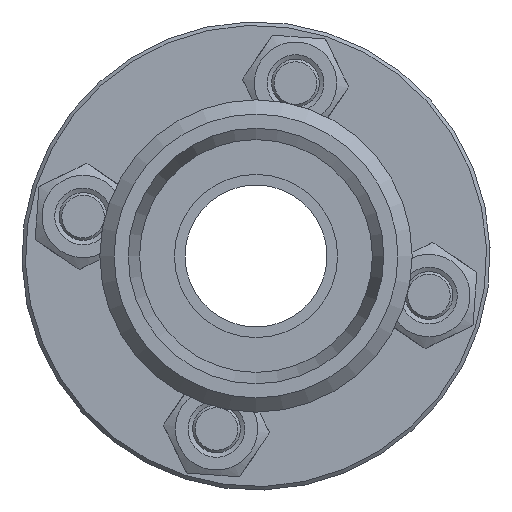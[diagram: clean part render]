
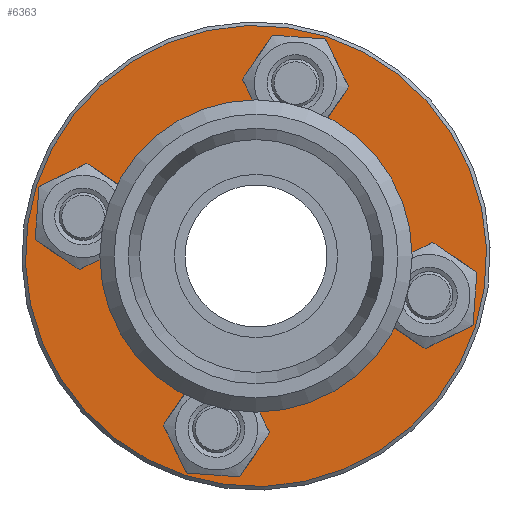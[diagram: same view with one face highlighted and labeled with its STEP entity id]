
A CAD part, left-side view. The second image highlights one B-rep face of the part: STEP entity #6363.
In plain terms, the highlighted planar face has unit normal (-1, 0, 0).
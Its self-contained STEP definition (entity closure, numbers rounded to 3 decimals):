
#1436=CARTESIAN_POINT('',(-37.,24.796,-0.213));
#1437=VERTEX_POINT('',#1436);
#1438=CARTESIAN_POINT('',(-37.,24.371,5.571));
#1439=DIRECTION('',(1.0,0.0,0.0));
#1440=DIRECTION('',(0.0,0.073,-0.997));
#1441=AXIS2_PLACEMENT_3D('',#1438,#1439,#1440);
#1442=CIRCLE('',#1441,5.8);
#1443=EDGE_CURVE('',#1437,#1437,#1442,.T.);
#2986=CARTESIAN_POINT('',(-37.0,0.213,24.796));
#2987=VERTEX_POINT('',#2986);
#2988=CARTESIAN_POINT('',(-37.,-5.571,24.371));
#2989=DIRECTION('',(1.0,0.0,0.0));
#2990=DIRECTION('',(0.0,0.997,0.073));
#2991=AXIS2_PLACEMENT_3D('',#2988,#2989,#2990);
#2992=CIRCLE('',#2991,5.8);
#2993=EDGE_CURVE('',#2987,#2987,#2992,.T.);
#4536=CARTESIAN_POINT('',(-37.,-24.796,0.213));
#4537=VERTEX_POINT('',#4536);
#4538=CARTESIAN_POINT('',(-37.,-24.371,-5.571));
#4539=DIRECTION('',(1.0,0.0,0.0));
#4540=DIRECTION('',(0.0,-0.073,0.997));
#4541=AXIS2_PLACEMENT_3D('',#4538,#4539,#4540);
#4542=CIRCLE('',#4541,5.8);
#4543=EDGE_CURVE('',#4537,#4537,#4542,.T.);
#5714=CARTESIAN_POINT('',(-37.,-0.213,-24.796));
#5715=VERTEX_POINT('',#5714);
#5716=CARTESIAN_POINT('',(-37.,5.571,-24.371));
#5717=DIRECTION('',(1.0,0.0,0.0));
#5718=DIRECTION('',(0.0,-0.997,-0.073));
#5719=AXIS2_PLACEMENT_3D('',#5716,#5717,#5718);
#5720=CIRCLE('',#5719,5.8);
#5721=EDGE_CURVE('',#5715,#5715,#5720,.T.);
#6317=CARTESIAN_POINT('',(-37.0,-12.704,7.976));
#6318=VERTEX_POINT('',#6317);
#6319=CARTESIAN_POINT('',(-37.0,0.,0.));
#6320=DIRECTION('',(1.0,0.0,0.0));
#6321=DIRECTION('',(0.0,-0.847,0.532));
#6322=AXIS2_PLACEMENT_3D('',#6319,#6320,#6321);
#6323=CIRCLE('',#6322,15.);
#6324=EDGE_CURVE('',#6318,#6318,#6323,.T.);
#6332=CARTESIAN_POINT('',(-37.,-20.114,12.629));
#6333=DIRECTION('',(-1.0,0.0,0.0));
#6334=DIRECTION('',(0.0,-0.532,-0.847));
#6335=AXIS2_PLACEMENT_3D('',#6332,#6333,#6334);
#6336=PLANE('',#6335);
#6337=CARTESIAN_POINT('',(-37.,-27.525,17.282));
#6338=VERTEX_POINT('',#6337);
#6339=CARTESIAN_POINT('',(-37.,0.,0.));
#6340=DIRECTION('',(1.0,0.0,0.0));
#6341=DIRECTION('',(0.0,-0.847,0.532));
#6342=AXIS2_PLACEMENT_3D('',#6339,#6340,#6341);
#6343=CIRCLE('',#6342,32.5);
#6344=EDGE_CURVE('',#6338,#6338,#6343,.T.);
#6345=ORIENTED_EDGE('',*,*,#6344,.F.);
#6346=EDGE_LOOP('',(#6345));
#6347=FACE_OUTER_BOUND('',#6346,.T.);
#6348=ORIENTED_EDGE('',*,*,#1443,.T.);
#6349=EDGE_LOOP('',(#6348));
#6350=FACE_BOUND('',#6349,.T.);
#6351=ORIENTED_EDGE('',*,*,#2993,.T.);
#6352=EDGE_LOOP('',(#6351));
#6353=FACE_BOUND('',#6352,.T.);
#6354=ORIENTED_EDGE('',*,*,#4543,.T.);
#6355=EDGE_LOOP('',(#6354));
#6356=FACE_BOUND('',#6355,.T.);
#6357=ORIENTED_EDGE('',*,*,#5721,.T.);
#6358=EDGE_LOOP('',(#6357));
#6359=FACE_BOUND('',#6358,.T.);
#6360=ORIENTED_EDGE('',*,*,#6324,.T.);
#6361=EDGE_LOOP('',(#6360));
#6362=FACE_BOUND('',#6361,.T.);
#6363=ADVANCED_FACE('',(#6347,#6350,#6353,#6356,#6359,#6362),#6336,.T.);
